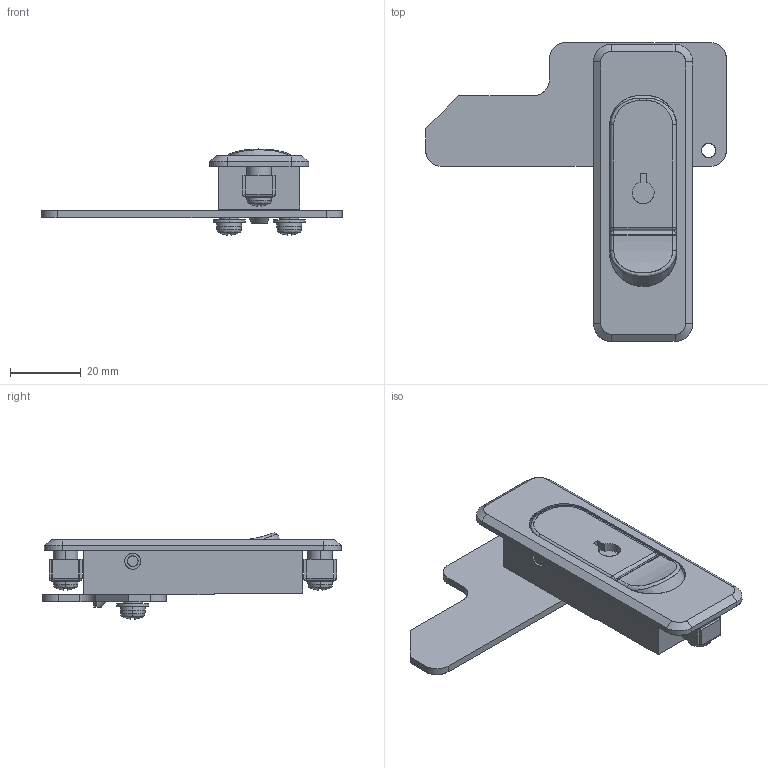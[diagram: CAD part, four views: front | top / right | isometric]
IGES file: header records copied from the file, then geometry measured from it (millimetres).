
Start section: SolidWorks IGES file using analytic representation for surfaces
Global section: file name: A-1240-B-3-1.IGS,15; native system: HSolidWorks 2018; preprocessor: SolidWorks 2018; author: 1337yo; date: 210408.113756; units: millimetre
Bounding box: 85 x 84.5 x 24.32 mm (x, y, z)
Surface area: 21687 mm2 (no closed solid volume)
Topology: 0 solids, 0 shells, 486 faces, 5551 edges, 5547 vertices
Faces by surface type: bspline 307, revolution 179
